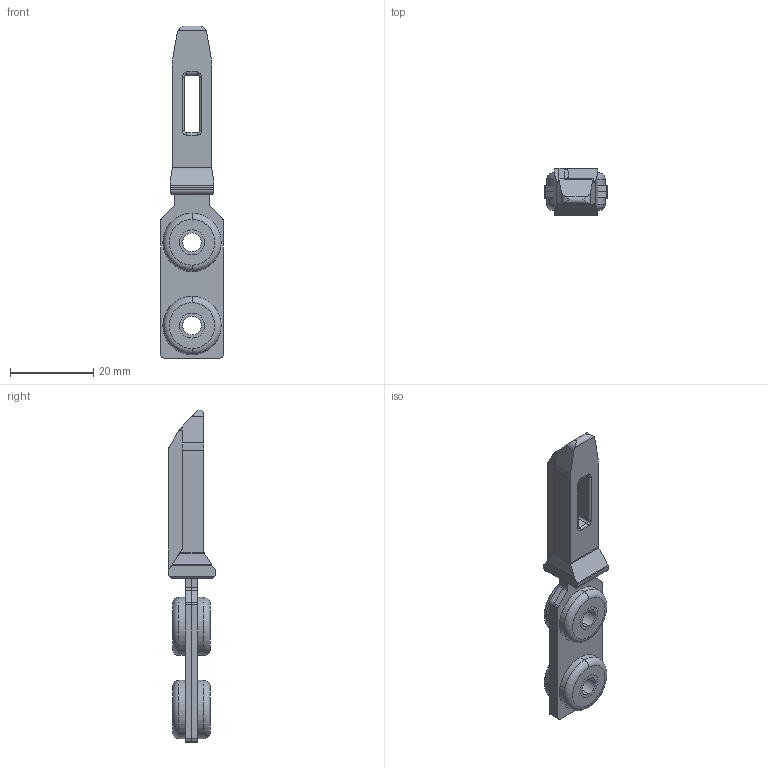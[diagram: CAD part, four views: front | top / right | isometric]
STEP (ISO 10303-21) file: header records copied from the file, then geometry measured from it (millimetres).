
FILE_DESCRIPTION((''),'2;1');
FILE_NAME('3911702228_SW0001','2011-05-23T',('T.Romberg'),(''),'PRO/ENGINEER BY PARAMETRIC TECHNOLOGY CORPORATION, 2005070','PRO/ENGINEER BY PARAMETRIC TECHNOLOGY CORPORATION, 2005070','');
FILE_SCHEMA(('AUTOMOTIVE_DESIGN_CC2 { 1 2 10303 214 -1 1 5 2 }'));
Length unit declared in the file: millimetre
Products named in the file (1): 3911702228_SW0001
Bounding box: 15 x 11.3 x 79.8 mm (x, y, z)
Surface area: 4471.6 mm2 (no closed solid volume)
Topology: 0 solids, 9 shells, 137 faces, 410 edges, 284 vertices
Faces by surface type: cylinder 60, plane 52, torus 16, bspline 8, sphere 1
Entity records: 8009 total; most frequent: CARTESIAN_POINT 1367, DIRECTION 798, ORIENTED_EDGE 716, PRESENTATION_STYLE_ASSIGNMENT 554, STYLED_ITEM 417, CURVE_STYLE 410, EDGE_CURVE 410, AXIS2_PLACEMENT_3D 299
